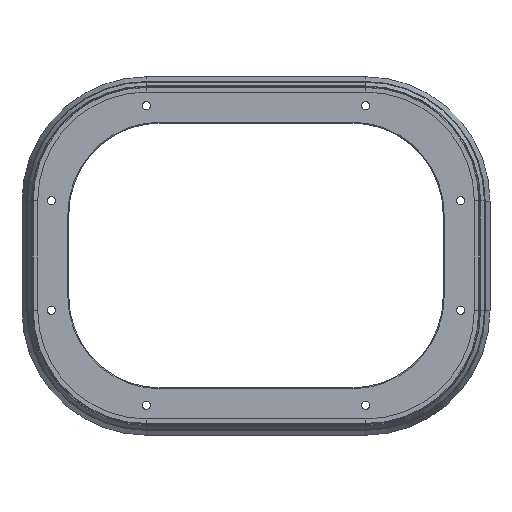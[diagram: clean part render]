
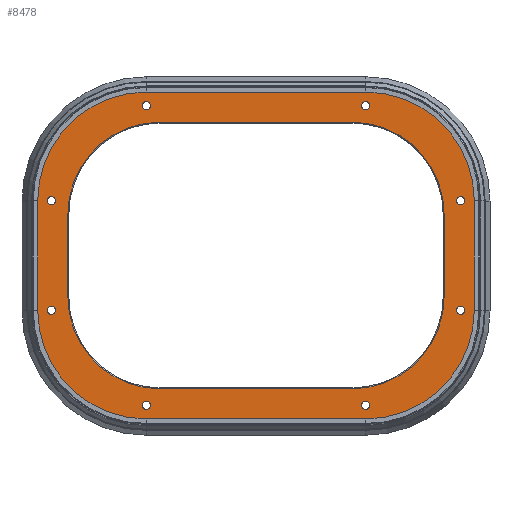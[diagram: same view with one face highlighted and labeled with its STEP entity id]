
A CAD part, top view. The second image highlights one B-rep face of the part: STEP entity #8478.
In plain terms, the highlighted planar face has unit normal (0, 0, 1).
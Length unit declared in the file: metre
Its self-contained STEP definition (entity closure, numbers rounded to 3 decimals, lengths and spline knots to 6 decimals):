
#345=PLANE('',#9326);
#1068=LINE('',#14384,#1678);
#1069=LINE('',#14389,#1679);
#1070=LINE('',#14393,#1680);
#1071=LINE('',#14397,#1681);
#1072=LINE('',#14400,#1682);
#1073=LINE('',#14405,#1683);
#1074=LINE('',#14409,#1684);
#1075=LINE('',#14413,#1685);
#1678=VECTOR('',#11357,1.);
#1679=VECTOR('',#11360,1.);
#1680=VECTOR('',#11363,1.);
#1681=VECTOR('',#11366,1.);
#1682=VECTOR('',#11369,1.);
#1683=VECTOR('',#11372,1.);
#1684=VECTOR('',#11375,1.);
#1685=VECTOR('',#11378,1.);
#2847=ORIENTED_EDGE('',*,*,#5109,.T.);
#2848=ORIENTED_EDGE('',*,*,#5110,.T.);
#2849=ORIENTED_EDGE('',*,*,#5111,.T.);
#2850=ORIENTED_EDGE('',*,*,#5112,.T.);
#2851=ORIENTED_EDGE('',*,*,#5113,.T.);
#2852=ORIENTED_EDGE('',*,*,#5114,.T.);
#2853=ORIENTED_EDGE('',*,*,#5115,.T.);
#2854=ORIENTED_EDGE('',*,*,#5116,.T.);
#2855=ORIENTED_EDGE('',*,*,#5117,.T.);
#2856=ORIENTED_EDGE('',*,*,#5118,.T.);
#2857=ORIENTED_EDGE('',*,*,#5119,.T.);
#2858=ORIENTED_EDGE('',*,*,#5120,.T.);
#2859=ORIENTED_EDGE('',*,*,#5121,.T.);
#2860=ORIENTED_EDGE('',*,*,#5122,.T.);
#2861=ORIENTED_EDGE('',*,*,#5123,.T.);
#2862=ORIENTED_EDGE('',*,*,#5124,.T.);
#2863=ORIENTED_EDGE('',*,*,#5125,.F.);
#2864=ORIENTED_EDGE('',*,*,#5126,.F.);
#2865=ORIENTED_EDGE('',*,*,#5127,.F.);
#2866=ORIENTED_EDGE('',*,*,#5128,.F.);
#2867=ORIENTED_EDGE('',*,*,#5129,.F.);
#2868=ORIENTED_EDGE('',*,*,#5130,.F.);
#2869=ORIENTED_EDGE('',*,*,#5131,.F.);
#2870=ORIENTED_EDGE('',*,*,#5132,.F.);
#5109=EDGE_CURVE('',#6145,#6145,#6558,.T.);
#5110=EDGE_CURVE('',#6146,#6146,#6559,.T.);
#5111=EDGE_CURVE('',#6147,#6147,#6560,.T.);
#5112=EDGE_CURVE('',#6148,#6148,#6561,.T.);
#5113=EDGE_CURVE('',#6149,#6149,#6562,.T.);
#5114=EDGE_CURVE('',#6150,#6150,#6563,.T.);
#5115=EDGE_CURVE('',#6151,#6151,#6564,.T.);
#5116=EDGE_CURVE('',#6152,#6152,#6565,.T.);
#5117=EDGE_CURVE('',#6153,#6154,#1068,.T.);
#5118=EDGE_CURVE('',#6154,#6155,#6566,.F.);
#5119=EDGE_CURVE('',#6155,#6156,#1069,.T.);
#5120=EDGE_CURVE('',#6156,#6157,#6567,.F.);
#5121=EDGE_CURVE('',#6157,#6158,#1070,.T.);
#5122=EDGE_CURVE('',#6158,#6159,#6568,.F.);
#5123=EDGE_CURVE('',#6159,#6160,#1071,.T.);
#5124=EDGE_CURVE('',#6160,#6153,#6569,.F.);
#5125=EDGE_CURVE('',#6161,#6162,#1072,.F.);
#5126=EDGE_CURVE('',#6163,#6161,#6570,.F.);
#5127=EDGE_CURVE('',#6164,#6163,#1073,.T.);
#5128=EDGE_CURVE('',#6165,#6164,#6571,.F.);
#5129=EDGE_CURVE('',#6166,#6165,#1074,.T.);
#5130=EDGE_CURVE('',#6167,#6166,#6572,.F.);
#5131=EDGE_CURVE('',#6168,#6167,#1075,.F.);
#5132=EDGE_CURVE('',#6162,#6168,#6573,.F.);
#6145=VERTEX_POINT('',#14369);
#6146=VERTEX_POINT('',#14371);
#6147=VERTEX_POINT('',#14373);
#6148=VERTEX_POINT('',#14375);
#6149=VERTEX_POINT('',#14377);
#6150=VERTEX_POINT('',#14379);
#6151=VERTEX_POINT('',#14381);
#6152=VERTEX_POINT('',#14383);
#6153=VERTEX_POINT('',#14385);
#6154=VERTEX_POINT('',#14386);
#6155=VERTEX_POINT('',#14388);
#6156=VERTEX_POINT('',#14390);
#6157=VERTEX_POINT('',#14392);
#6158=VERTEX_POINT('',#14394);
#6159=VERTEX_POINT('',#14396);
#6160=VERTEX_POINT('',#14398);
#6161=VERTEX_POINT('',#14401);
#6162=VERTEX_POINT('',#14402);
#6163=VERTEX_POINT('',#14404);
#6164=VERTEX_POINT('',#14406);
#6165=VERTEX_POINT('',#14408);
#6166=VERTEX_POINT('',#14410);
#6167=VERTEX_POINT('',#14412);
#6168=VERTEX_POINT('',#14414);
#6558=CIRCLE('',#9327,0.00225);
#6559=CIRCLE('',#9328,0.00225);
#6560=CIRCLE('',#9329,0.00225);
#6561=CIRCLE('',#9330,0.00225);
#6562=CIRCLE('',#9331,0.00225);
#6563=CIRCLE('',#9332,0.00225);
#6564=CIRCLE('',#9333,0.00225);
#6565=CIRCLE('',#9334,0.00225);
#6566=CIRCLE('',#9335,0.0505);
#6567=CIRCLE('',#9336,0.0505);
#6568=CIRCLE('',#9337,0.0505);
#6569=CIRCLE('',#9338,0.0505);
#6570=CIRCLE('',#9339,0.0595);
#6571=CIRCLE('',#9340,0.0595);
#6572=CIRCLE('',#9341,0.0595);
#6573=CIRCLE('',#9342,0.0595);
#7058=EDGE_LOOP('',(#2847));
#7059=EDGE_LOOP('',(#2848));
#7060=EDGE_LOOP('',(#2849));
#7061=EDGE_LOOP('',(#2850));
#7062=EDGE_LOOP('',(#2851));
#7063=EDGE_LOOP('',(#2852));
#7064=EDGE_LOOP('',(#2853));
#7065=EDGE_LOOP('',(#2854));
#7066=EDGE_LOOP('',(#2855,#2856,#2857,#2858,#2859,#2860,#2861,#2862));
#7067=EDGE_LOOP('',(#2863,#2864,#2865,#2866,#2867,#2868,#2869,#2870));
#7698=FACE_BOUND('',#7058,.T.);
#7699=FACE_BOUND('',#7059,.T.);
#7700=FACE_BOUND('',#7060,.T.);
#7701=FACE_BOUND('',#7061,.T.);
#7702=FACE_BOUND('',#7062,.T.);
#7703=FACE_BOUND('',#7063,.T.);
#7704=FACE_BOUND('',#7064,.T.);
#7705=FACE_BOUND('',#7065,.T.);
#7706=FACE_BOUND('',#7066,.T.);
#7707=FACE_BOUND('',#7067,.T.);
#8478=ADVANCED_FACE('',(#7698,#7699,#7700,#7701,#7702,#7703,#7704,#7705,
#7706,#7707),#345,.T.);
#9326=AXIS2_PLACEMENT_3D('',#14367,#11339,#11340);
#9327=AXIS2_PLACEMENT_3D('',#14368,#11341,#11342);
#9328=AXIS2_PLACEMENT_3D('',#14370,#11343,#11344);
#9329=AXIS2_PLACEMENT_3D('',#14372,#11345,#11346);
#9330=AXIS2_PLACEMENT_3D('',#14374,#11347,#11348);
#9331=AXIS2_PLACEMENT_3D('',#14376,#11349,#11350);
#9332=AXIS2_PLACEMENT_3D('',#14378,#11351,#11352);
#9333=AXIS2_PLACEMENT_3D('',#14380,#11353,#11354);
#9334=AXIS2_PLACEMENT_3D('',#14382,#11355,#11356);
#9335=AXIS2_PLACEMENT_3D('',#14387,#11358,#11359);
#9336=AXIS2_PLACEMENT_3D('',#14391,#11361,#11362);
#9337=AXIS2_PLACEMENT_3D('',#14395,#11364,#11365);
#9338=AXIS2_PLACEMENT_3D('',#14399,#11367,#11368);
#9339=AXIS2_PLACEMENT_3D('',#14403,#11370,#11371);
#9340=AXIS2_PLACEMENT_3D('',#14407,#11373,#11374);
#9341=AXIS2_PLACEMENT_3D('',#14411,#11376,#11377);
#9342=AXIS2_PLACEMENT_3D('',#14415,#11379,#11380);
#11339=DIRECTION('',(0.,0.,1.));
#11340=DIRECTION('',(1.,0.,0.));
#11341=DIRECTION('',(0.,0.,-1.));
#11342=DIRECTION('',(-1.,0.,0.));
#11343=DIRECTION('',(0.,0.,-1.));
#11344=DIRECTION('',(-1.,0.,0.));
#11345=DIRECTION('',(0.,0.,-1.));
#11346=DIRECTION('',(-1.,0.,0.));
#11347=DIRECTION('',(0.,0.,-1.));
#11348=DIRECTION('',(-1.,0.,0.));
#11349=DIRECTION('',(0.,0.,-1.));
#11350=DIRECTION('',(-1.,0.,0.));
#11351=DIRECTION('',(0.,0.,-1.));
#11352=DIRECTION('',(-1.,0.,0.));
#11353=DIRECTION('',(0.,0.,-1.));
#11354=DIRECTION('',(-1.,0.,0.));
#11355=DIRECTION('',(0.,0.,-1.));
#11356=DIRECTION('',(-1.,0.,0.));
#11357=DIRECTION('',(0.,1.,0.));
#11358=DIRECTION('',(0.,0.,1.));
#11359=DIRECTION('',(1.,0.,0.));
#11360=DIRECTION('',(1.,0.,0.));
#11361=DIRECTION('',(0.,0.,1.));
#11362=DIRECTION('',(1.,0.,0.));
#11363=DIRECTION('',(0.,-1.,0.));
#11364=DIRECTION('',(0.,0.,1.));
#11365=DIRECTION('',(1.,0.,0.));
#11366=DIRECTION('',(-1.,0.,0.));
#11367=DIRECTION('',(0.,0.,1.));
#11368=DIRECTION('',(1.,0.,0.));
#11369=DIRECTION('',(-1.,0.,0.));
#11370=DIRECTION('',(0.,0.,1.));
#11371=DIRECTION('',(1.,0.,0.));
#11372=DIRECTION('',(0.,1.,0.));
#11373=DIRECTION('',(0.,0.,1.));
#11374=DIRECTION('',(1.,0.,0.));
#11375=DIRECTION('',(-1.,0.,0.));
#11376=DIRECTION('',(0.,0.,1.));
#11377=DIRECTION('',(1.,0.,0.));
#11378=DIRECTION('',(0.,1.,0.));
#11379=DIRECTION('',(0.,0.,1.));
#11380=DIRECTION('',(1.,0.,0.));
#14367=CARTESIAN_POINT('',(0.005,0.000336,0.16));
#14368=CARTESIAN_POINT('',(0.065,0.082029,0.16));
#14369=CARTESIAN_POINT('',(0.06275,0.082029,0.16));
#14370=CARTESIAN_POINT('',(-0.107029,0.03,0.16));
#14371=CARTESIAN_POINT('',(-0.109279,0.03,0.16));
#14372=CARTESIAN_POINT('',(-0.107029,-0.03,0.16));
#14373=CARTESIAN_POINT('',(-0.109279,-0.03,0.16));
#14374=CARTESIAN_POINT('',(-0.055,-0.082029,0.16));
#14375=CARTESIAN_POINT('',(-0.05725,-0.082029,0.16));
#14376=CARTESIAN_POINT('',(0.065,-0.082029,0.16));
#14377=CARTESIAN_POINT('',(0.06275,-0.082029,0.16));
#14378=CARTESIAN_POINT('',(0.117029,-0.03,0.16));
#14379=CARTESIAN_POINT('',(0.114779,-0.03,0.16));
#14380=CARTESIAN_POINT('',(0.117029,0.03,0.16));
#14381=CARTESIAN_POINT('',(0.114779,0.03,0.16));
#14382=CARTESIAN_POINT('',(-0.055,0.082029,0.16));
#14383=CARTESIAN_POINT('',(-0.05725,0.082029,0.16));
#14384=CARTESIAN_POINT('',(-0.098,0.000336,0.16));
#14385=CARTESIAN_POINT('',(-0.098,-0.0225,0.16));
#14386=CARTESIAN_POINT('',(-0.098,0.0225,0.16));
#14387=CARTESIAN_POINT('',(-0.0475,0.0225,0.16));
#14388=CARTESIAN_POINT('',(-0.0475,0.073,0.16));
#14389=CARTESIAN_POINT('',(0.0575,0.073,0.16));
#14390=CARTESIAN_POINT('',(0.0575,0.073,0.16));
#14391=CARTESIAN_POINT('',(0.0575,0.0225,0.16));
#14392=CARTESIAN_POINT('',(0.108,0.0225,0.16));
#14393=CARTESIAN_POINT('',(0.108,-0.0225,0.16));
#14394=CARTESIAN_POINT('',(0.108,-0.0225,0.16));
#14395=CARTESIAN_POINT('',(0.0575,-0.0225,0.16));
#14396=CARTESIAN_POINT('',(0.0575,-0.073,0.16));
#14397=CARTESIAN_POINT('',(0.005,-0.073,0.16));
#14398=CARTESIAN_POINT('',(-0.0475,-0.073,0.16));
#14399=CARTESIAN_POINT('',(-0.0475,-0.0225,0.16));
#14400=CARTESIAN_POINT('',(0.005,0.0895,0.16));
#14401=CARTESIAN_POINT('',(-0.055,0.0895,0.16));
#14402=CARTESIAN_POINT('',(0.065,0.0895,0.16));
#14403=CARTESIAN_POINT('',(-0.055,0.03,0.16));
#14404=CARTESIAN_POINT('',(-0.1145,0.03,0.16));
#14405=CARTESIAN_POINT('',(-0.1145,0.,0.16));
#14406=CARTESIAN_POINT('',(-0.1145,-0.03,0.16));
#14407=CARTESIAN_POINT('',(-0.055,-0.03,0.16));
#14408=CARTESIAN_POINT('',(-0.055,-0.0895,0.16));
#14409=CARTESIAN_POINT('',(0.005,-0.0895,0.16));
#14410=CARTESIAN_POINT('',(0.065,-0.0895,0.16));
#14411=CARTESIAN_POINT('',(0.065,-0.03,0.16));
#14412=CARTESIAN_POINT('',(0.1245,-0.03,0.16));
#14413=CARTESIAN_POINT('',(0.1245,0.,0.16));
#14414=CARTESIAN_POINT('',(0.1245,0.03,0.16));
#14415=CARTESIAN_POINT('',(0.065,0.03,0.16));
